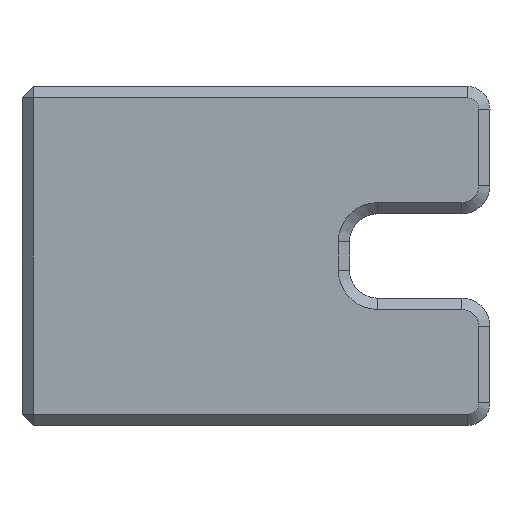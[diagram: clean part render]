
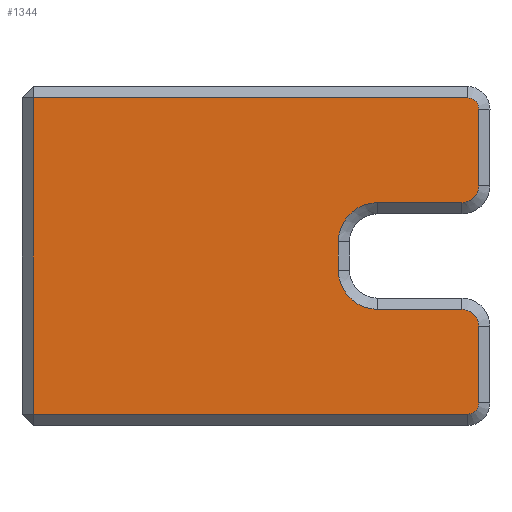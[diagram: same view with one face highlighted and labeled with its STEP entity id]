
A CAD part, left-side view. The second image highlights one B-rep face of the part: STEP entity #1344.
In plain terms, the highlighted planar face has unit normal (-1, 0, 0).
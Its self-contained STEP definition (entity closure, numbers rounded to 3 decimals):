
#79=PLANE('',#1482);
#151=FACE_OUTER_BOUND('',#247,.T.);
#247=EDGE_LOOP('',(#1155,#1156,#1157,#1158,#1159,#1160,#1161,#1162,#1163,
#1164,#1165,#1166,#1167,#1168));
#358=LINE('',#2150,#490);
#361=LINE('',#2158,#493);
#363=LINE('',#2165,#495);
#366=LINE('',#2173,#498);
#369=LINE('',#2181,#501);
#373=LINE('',#2190,#505);
#375=LINE('',#2196,#507);
#376=LINE('',#2198,#508);
#490=VECTOR('',#1733,10.);
#493=VECTOR('',#1742,10.);
#495=VECTOR('',#1750,10.);
#498=VECTOR('',#1759,10.);
#501=VECTOR('',#1768,10.);
#505=VECTOR('',#1778,10.);
#507=VECTOR('',#1786,10.);
#508=VECTOR('',#1789,10.);
#571=CIRCLE('',#1450,2.);
#572=CIRCLE('',#1453,3.);
#573=CIRCLE('',#1456,7.);
#574=CIRCLE('',#1459,7.);
#575=CIRCLE('',#1462,3.);
#576=CIRCLE('',#1465,2.);
#663=VERTEX_POINT('',#2126);
#668=VERTEX_POINT('',#2141);
#669=VERTEX_POINT('',#2148);
#670=VERTEX_POINT('',#2152);
#671=VERTEX_POINT('',#2156);
#672=VERTEX_POINT('',#2160);
#673=VERTEX_POINT('',#2164);
#674=VERTEX_POINT('',#2168);
#675=VERTEX_POINT('',#2172);
#676=VERTEX_POINT('',#2176);
#677=VERTEX_POINT('',#2180);
#678=VERTEX_POINT('',#2184);
#679=VERTEX_POINT('',#2188);
#680=VERTEX_POINT('',#2192);
#816=EDGE_CURVE('',#663,#669,#358,.T.);
#817=EDGE_CURVE('',#669,#670,#571,.T.);
#820=EDGE_CURVE('',#670,#671,#361,.T.);
#821=EDGE_CURVE('',#671,#672,#572,.T.);
#823=EDGE_CURVE('',#672,#673,#363,.T.);
#825=EDGE_CURVE('',#673,#674,#573,.T.);
#827=EDGE_CURVE('',#674,#675,#366,.T.);
#829=EDGE_CURVE('',#675,#676,#574,.T.);
#831=EDGE_CURVE('',#676,#677,#369,.T.);
#833=EDGE_CURVE('',#677,#678,#575,.T.);
#836=EDGE_CURVE('',#678,#679,#373,.T.);
#837=EDGE_CURVE('',#679,#680,#576,.T.);
#839=EDGE_CURVE('',#680,#668,#375,.T.);
#840=EDGE_CURVE('',#668,#663,#376,.T.);
#1155=ORIENTED_EDGE('',*,*,#816,.F.);
#1156=ORIENTED_EDGE('',*,*,#840,.F.);
#1157=ORIENTED_EDGE('',*,*,#839,.F.);
#1158=ORIENTED_EDGE('',*,*,#837,.F.);
#1159=ORIENTED_EDGE('',*,*,#836,.F.);
#1160=ORIENTED_EDGE('',*,*,#833,.F.);
#1161=ORIENTED_EDGE('',*,*,#831,.F.);
#1162=ORIENTED_EDGE('',*,*,#829,.F.);
#1163=ORIENTED_EDGE('',*,*,#827,.F.);
#1164=ORIENTED_EDGE('',*,*,#825,.F.);
#1165=ORIENTED_EDGE('',*,*,#823,.F.);
#1166=ORIENTED_EDGE('',*,*,#821,.F.);
#1167=ORIENTED_EDGE('',*,*,#820,.F.);
#1168=ORIENTED_EDGE('',*,*,#817,.F.);
#1344=ADVANCED_FACE('',(#151),#79,.T.);
#1450=AXIS2_PLACEMENT_3D('',#2153,#1736,#1737);
#1453=AXIS2_PLACEMENT_3D('',#2161,#1745,#1746);
#1456=AXIS2_PLACEMENT_3D('',#2169,#1754,#1755);
#1459=AXIS2_PLACEMENT_3D('',#2177,#1763,#1764);
#1462=AXIS2_PLACEMENT_3D('',#2185,#1772,#1773);
#1465=AXIS2_PLACEMENT_3D('',#2193,#1781,#1782);
#1482=AXIS2_PLACEMENT_3D('',#2244,#1835,#1836);
#1733=DIRECTION('',(0.,-1.,0.));
#1736=DIRECTION('center_axis',(1.,0.,0.));
#1737=DIRECTION('ref_axis',(0.,-1.,0.));
#1742=DIRECTION('',(0.,0.,-1.));
#1745=DIRECTION('center_axis',(1.,0.,0.));
#1746=DIRECTION('ref_axis',(0.,0.,-1.));
#1750=DIRECTION('',(0.,1.,0.));
#1754=DIRECTION('center_axis',(-1.,0.,0.));
#1755=DIRECTION('ref_axis',(0.,0.,1.));
#1759=DIRECTION('',(0.,0.,-1.));
#1763=DIRECTION('center_axis',(-1.,0.,0.));
#1764=DIRECTION('ref_axis',(0.,1.,0.));
#1768=DIRECTION('',(0.,-1.,0.));
#1772=DIRECTION('center_axis',(1.,0.,0.));
#1773=DIRECTION('ref_axis',(0.,-1.,0.));
#1778=DIRECTION('',(0.,0.,-1.));
#1781=DIRECTION('center_axis',(1.,0.,0.));
#1782=DIRECTION('ref_axis',(0.,0.,-1.));
#1786=DIRECTION('',(0.,1.,0.));
#1789=DIRECTION('',(0.,0.,1.));
#1835=DIRECTION('center_axis',(-1.,0.,0.));
#1836=DIRECTION('ref_axis',(0.,0.,1.));
#2126=CARTESIAN_POINT('',(-56.,23.15,28.15));
#2141=CARTESIAN_POINT('',(-56.,23.15,-28.15));
#2148=CARTESIAN_POINT('',(-56.,-54.15,28.15));
#2150=CARTESIAN_POINT('',(-56.,13.575,28.15));
#2152=CARTESIAN_POINT('',(-56.,-56.15,26.15));
#2153=CARTESIAN_POINT('Origin',(-56.,-54.15,26.15));
#2156=CARTESIAN_POINT('',(-56.,-56.15,12.5));
#2158=CARTESIAN_POINT('',(-56.,-56.15,0.));
#2160=CARTESIAN_POINT('',(-56.,-53.15,9.5));
#2161=CARTESIAN_POINT('Origin',(-56.,-53.15,12.5));
#2164=CARTESIAN_POINT('',(-56.,-38.15,9.5));
#2165=CARTESIAN_POINT('',(-56.,-18.075,9.5));
#2168=CARTESIAN_POINT('',(-56.,-31.15,2.5));
#2169=CARTESIAN_POINT('Origin',(-56.,-38.15,2.5));
#2172=CARTESIAN_POINT('',(-56.,-31.15,-2.5));
#2173=CARTESIAN_POINT('',(-56.,-31.15,-1.25));
#2176=CARTESIAN_POINT('',(-56.,-38.15,-9.5));
#2177=CARTESIAN_POINT('Origin',(-56.,-38.15,-2.5));
#2180=CARTESIAN_POINT('',(-56.,-53.15,-9.5));
#2181=CARTESIAN_POINT('',(-56.,-25.575,-9.5));
#2184=CARTESIAN_POINT('',(-56.,-56.15,-12.5));
#2185=CARTESIAN_POINT('Origin',(-56.,-53.15,-12.5));
#2188=CARTESIAN_POINT('',(-56.,-56.15,-26.15));
#2190=CARTESIAN_POINT('',(-56.,-56.15,0.));
#2192=CARTESIAN_POINT('',(-56.,-54.15,-28.15));
#2193=CARTESIAN_POINT('Origin',(-56.,-54.15,-26.15));
#2196=CARTESIAN_POINT('',(-56.,-9.575,-28.15));
#2198=CARTESIAN_POINT('',(-56.,23.15,-15.075));
#2244=CARTESIAN_POINT('Origin',(-56.,2.,0.));
